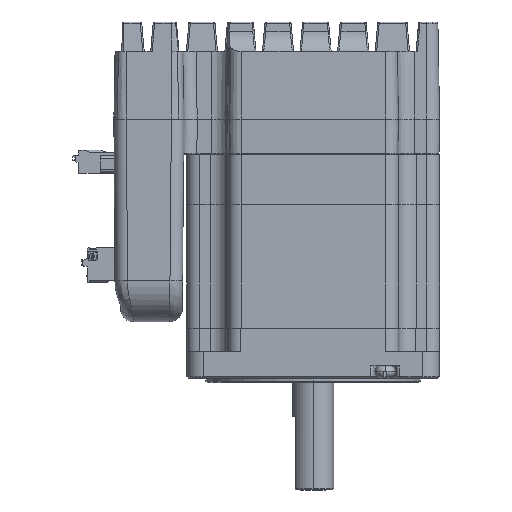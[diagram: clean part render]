
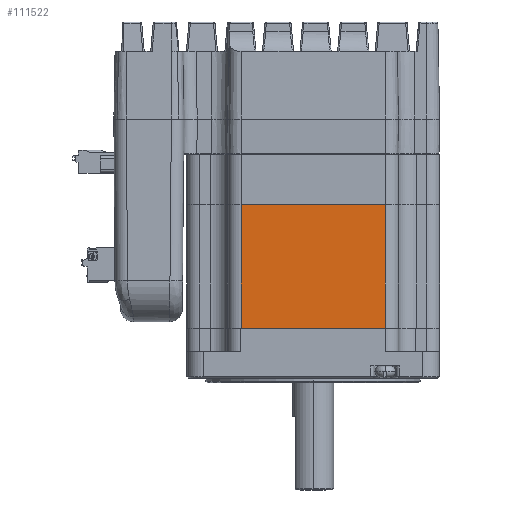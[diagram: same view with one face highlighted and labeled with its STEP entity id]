
A CAD part, left-side view. The second image highlights one B-rep face of the part: STEP entity #111522.
In plain terms, the highlighted planar face has unit normal (-1, 0, 0).
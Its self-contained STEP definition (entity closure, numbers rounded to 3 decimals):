
#1003 = VECTOR ( 'NONE', #64132, 1000. ) ;
#1400 = VERTEX_POINT ( 'NONE', #97332 ) ;
#4399 = ORIENTED_EDGE ( 'NONE', *, *, #153025, .F. ) ;
#5163 = LINE ( 'NONE', #104173, #1003 ) ;
#12677 = DIRECTION ( 'NONE',  ( 0., 0., -1. ) ) ;
#14849 = DIRECTION ( 'NONE',  ( 0., 1., 0. ) ) ;
#26769 = AXIS2_PLACEMENT_3D ( 'NONE', #41037, #94513, #14849 ) ;
#31095 = VERTEX_POINT ( 'NONE', #89439 ) ;
#33331 = CARTESIAN_POINT ( 'NONE',  ( -43., -24.5, 42. ) ) ;
#41037 = CARTESIAN_POINT ( 'NONE',  ( -43., -24.5, 42. ) ) ;
#51816 = EDGE_CURVE ( 'NONE', #166472, #68543, #144896, .T. ) ;
#59023 = EDGE_CURVE ( 'NONE', #31095, #68543, #5163, .T. ) ;
#61709 = VECTOR ( 'NONE', #117073, 1000. ) ;
#64132 = DIRECTION ( 'NONE',  ( 0., -1., 0. ) ) ;
#68543 = VERTEX_POINT ( 'NONE', #91865 ) ;
#68827 = LINE ( 'NONE', #92339, #139497 ) ;
#71279 = FACE_OUTER_BOUND ( 'NONE', #131304, .T. ) ;
#77361 = DIRECTION ( 'NONE',  ( 0., -1., 0. ) ) ;
#78850 = ORIENTED_EDGE ( 'NONE', *, *, #51816, .F. ) ;
#89439 = CARTESIAN_POINT ( 'NONE',  ( -43., 24.5, 0. ) ) ;
#91865 = CARTESIAN_POINT ( 'NONE',  ( -43., -24.5, 0. ) ) ;
#92339 = CARTESIAN_POINT ( 'NONE',  ( -43., 24.5, 42. ) ) ;
#94513 = DIRECTION ( 'NONE',  ( 1., 0., 0. ) ) ;
#97332 = CARTESIAN_POINT ( 'NONE',  ( -43., 24.5, 42. ) ) ;
#97826 = ORIENTED_EDGE ( 'NONE', *, *, #59023, .T. ) ;
#104173 = CARTESIAN_POINT ( 'NONE',  ( -43., -24.5, 0. ) ) ;
#111281 = VECTOR ( 'NONE', #77361, 1000. ) ;
#111522 = ADVANCED_FACE ( 'NONE', ( #71279 ), #133966, .F. ) ;
#117073 = DIRECTION ( 'NONE',  ( 0., 0., -1. ) ) ;
#117695 = ORIENTED_EDGE ( 'NONE', *, *, #137692, .T. ) ;
#131304 = EDGE_LOOP ( 'NONE', ( #97826, #78850, #4399, #117695 ) ) ;
#133966 = PLANE ( 'NONE',  #26769 ) ;
#137692 = EDGE_CURVE ( 'NONE', #1400, #31095, #68827, .T. ) ;
#139497 = VECTOR ( 'NONE', #12677, 1000. ) ;
#144896 = LINE ( 'NONE', #169945, #61709 ) ;
#150850 = LINE ( 'NONE', #170252, #111281 ) ;
#153025 = EDGE_CURVE ( 'NONE', #1400, #166472, #150850, .T. ) ;
#166472 = VERTEX_POINT ( 'NONE', #33331 ) ;
#169945 = CARTESIAN_POINT ( 'NONE',  ( -43., -24.5, 42. ) ) ;
#170252 = CARTESIAN_POINT ( 'NONE',  ( -43., -24.5, 42. ) ) ;
